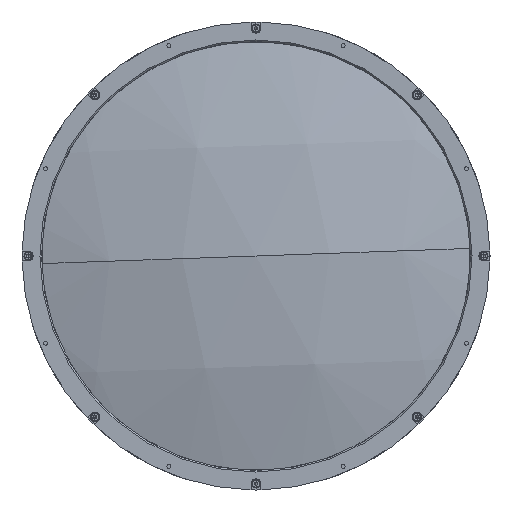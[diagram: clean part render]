
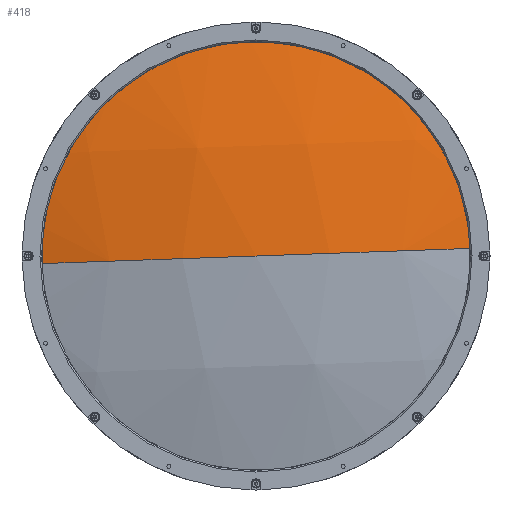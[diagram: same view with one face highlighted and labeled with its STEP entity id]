
A CAD part, left-side view. The second image highlights one B-rep face of the part: STEP entity #418.
In plain terms, the highlighted spherical face has radius 510.4 mm.
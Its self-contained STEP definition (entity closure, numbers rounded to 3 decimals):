
#418 = ADVANCED_FACE ( 'NONE', ( #18445 ), #1111, .T. ) ;
#1111 = SPHERICAL_SURFACE ( 'NONE', #13852, 510.4 ) ;
#1324 = EDGE_CURVE ( 'NONE', #9088, #6582, #7898, .T. ) ;
#1831 = ORIENTED_EDGE ( 'NONE', *, *, #12356, .F. ) ;
#2077 = DIRECTION ( 'NONE',  ( -1., 0., 0. ) ) ;
#2411 = DIRECTION ( 'NONE',  ( 0., -0.035, -0.999 ) ) ;
#2550 = AXIS2_PLACEMENT_3D ( 'NONE', #11872, #2411, #13466 ) ;
#3054 = DIRECTION ( 'NONE',  ( 0., 0.035, 0.999 ) ) ;
#4272 = DIRECTION ( 'NONE',  ( 0., 0.035, 0.999 ) ) ;
#6582 = VERTEX_POINT ( 'NONE', #11767 ) ;
#6958 = EDGE_LOOP ( 'NONE', ( #14350, #12991, #1831 ) ) ;
#7429 = AXIS2_PLACEMENT_3D ( 'NONE', #13734, #4272, #15323 ) ;
#7831 = DIRECTION ( 'NONE',  ( 0., -0.999, 0.035 ) ) ;
#7898 = CIRCLE ( 'NONE', #19700, 140. ) ;
#7954 = CIRCLE ( 'NONE', #2550, 510.4 ) ;
#9088 = VERTEX_POINT ( 'NONE', #14821 ) ;
#10603 = VERTEX_POINT ( 'NONE', #16165 ) ;
#10922 = CARTESIAN_POINT ( 'NONE',  ( 507.407, 0., 0. ) ) ;
#11533 = CARTESIAN_POINT ( 'NONE',  ( 16.583, 0., 0. ) ) ;
#11767 = CARTESIAN_POINT ( 'NONE',  ( 16.583, 139.912, -4.961 ) ) ;
#11872 = CARTESIAN_POINT ( 'NONE',  ( 507.407, 0., 0. ) ) ;
#12356 = EDGE_CURVE ( 'NONE', #9088, #10603, #7954, .T. ) ;
#12991 = ORIENTED_EDGE ( 'NONE', *, *, #17114, .T. ) ;
#13126 = DIRECTION ( 'NONE',  ( 0., 0.035, 0.999 ) ) ;
#13466 = DIRECTION ( 'NONE',  ( 0., 0.999, -0.035 ) ) ;
#13734 = CARTESIAN_POINT ( 'NONE',  ( 507.407, 0., 0. ) ) ;
#13852 = AXIS2_PLACEMENT_3D ( 'NONE', #10922, #3054, #7831 ) ;
#14350 = ORIENTED_EDGE ( 'NONE', *, *, #1324, .T. ) ;
#14821 = CARTESIAN_POINT ( 'NONE',  ( 16.583, -139.912, 4.961 ) ) ;
#15323 = DIRECTION ( 'NONE',  ( 0., -0.999, 0.035 ) ) ;
#16165 = CARTESIAN_POINT ( 'NONE',  ( -2.993, 0., 0. ) ) ;
#17114 = EDGE_CURVE ( 'NONE', #6582, #10603, #18593, .T. ) ;
#18445 = FACE_OUTER_BOUND ( 'NONE', #6958, .T. ) ;
#18593 = CIRCLE ( 'NONE', #7429, 510.4 ) ;
#19700 = AXIS2_PLACEMENT_3D ( 'NONE', #11533, #2077, #13126 ) ;
